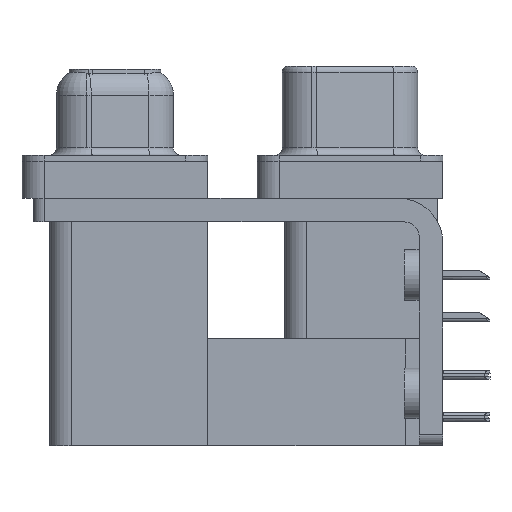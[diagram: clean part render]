
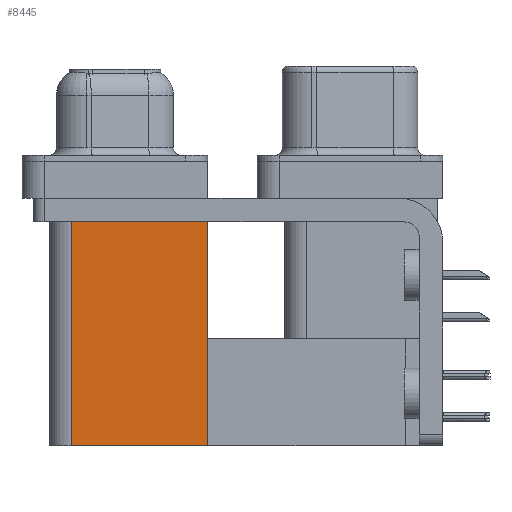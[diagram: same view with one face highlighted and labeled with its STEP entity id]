
A CAD part, left-side view. The second image highlights one B-rep face of the part: STEP entity #8445.
In plain terms, the highlighted planar face has unit normal (-1, 0, 0).
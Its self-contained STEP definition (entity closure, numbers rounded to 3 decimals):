
#3182 = ORIENTED_EDGE ( 'NONE', *, *, #40106, .F. ) ;
#5423 = CARTESIAN_POINT ( 'NONE',  ( 3.765, 9.6, -19.2 ) ) ;
#6105 = CARTESIAN_POINT ( 'NONE',  ( 3.765, 9.6, -19.2 ) ) ;
#8039 = LINE ( 'NONE', #27845, #42792 ) ;
#8046 = DIRECTION ( 'NONE',  ( 0., 0., 1. ) ) ;
#8445 = ADVANCED_FACE ( 'NONE', ( #38601 ), #14966, .F. ) ;
#12638 = VERTEX_POINT ( 'NONE', #13145 ) ;
#13145 = CARTESIAN_POINT ( 'NONE',  ( 3.765, 9.6, -2.5 ) ) ;
#13756 = EDGE_LOOP ( 'NONE', ( #36632, #22426, #3182, #24744 ) ) ;
#14966 = PLANE ( 'NONE',  #43156 ) ;
#15942 = LINE ( 'NONE', #19275, #28470 ) ;
#17363 = VERTEX_POINT ( 'NONE', #31261 ) ;
#19275 = CARTESIAN_POINT ( 'NONE',  ( 3.765, 9.6, -2.5 ) ) ;
#19401 = EDGE_CURVE ( 'NONE', #17363, #30399, #29015, .T. ) ;
#20734 = LINE ( 'NONE', #28496, #26927 ) ;
#22303 = VERTEX_POINT ( 'NONE', #6105 ) ;
#22426 = ORIENTED_EDGE ( 'NONE', *, *, #19401, .F. ) ;
#24744 = ORIENTED_EDGE ( 'NONE', *, *, #34011, .T. ) ;
#25213 = DIRECTION ( 'NONE',  ( 0., 0., -1. ) ) ;
#25582 = VECTOR ( 'NONE', #39506, 1000. ) ;
#26712 = CARTESIAN_POINT ( 'NONE',  ( 3.765, 18.8, -2.5 ) ) ;
#26927 = VECTOR ( 'NONE', #8046, 1000. ) ;
#27845 = CARTESIAN_POINT ( 'NONE',  ( 3.765, 9.6, -19.2 ) ) ;
#28470 = VECTOR ( 'NONE', #32864, 1000. ) ;
#28496 = CARTESIAN_POINT ( 'NONE',  ( 3.765, 9.6, -19.2 ) ) ;
#28982 = DIRECTION ( 'NONE',  ( 1., 0., 0. ) ) ;
#29015 = LINE ( 'NONE', #33244, #25582 ) ;
#30399 = VERTEX_POINT ( 'NONE', #26712 ) ;
#31261 = CARTESIAN_POINT ( 'NONE',  ( 3.765, 18.8, -19.2 ) ) ;
#31622 = DIRECTION ( 'NONE',  ( 0., 1., 0. ) ) ;
#32864 = DIRECTION ( 'NONE',  ( 0., 1., 0. ) ) ;
#33244 = CARTESIAN_POINT ( 'NONE',  ( 3.765, 18.8, -19.2 ) ) ;
#34011 = EDGE_CURVE ( 'NONE', #22303, #12638, #20734, .T. ) ;
#36632 = ORIENTED_EDGE ( 'NONE', *, *, #37727, .T. ) ;
#37727 = EDGE_CURVE ( 'NONE', #12638, #30399, #15942, .T. ) ;
#38601 = FACE_OUTER_BOUND ( 'NONE', #13756, .T. ) ;
#39506 = DIRECTION ( 'NONE',  ( 0., 0., 1. ) ) ;
#40106 = EDGE_CURVE ( 'NONE', #22303, #17363, #8039, .T. ) ;
#42792 = VECTOR ( 'NONE', #31622, 1000. ) ;
#43156 = AXIS2_PLACEMENT_3D ( 'NONE', #5423, #28982, #25213 ) ;
